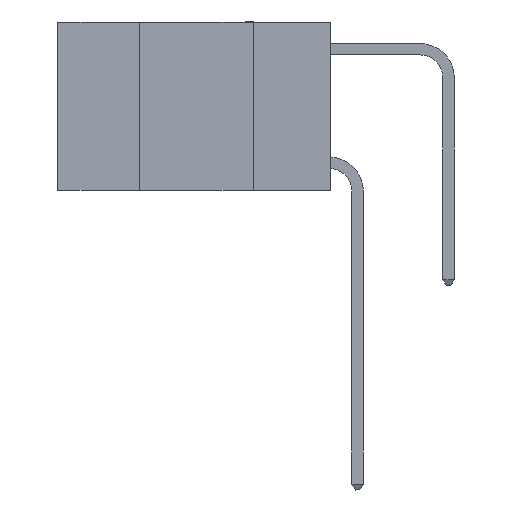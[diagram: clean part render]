
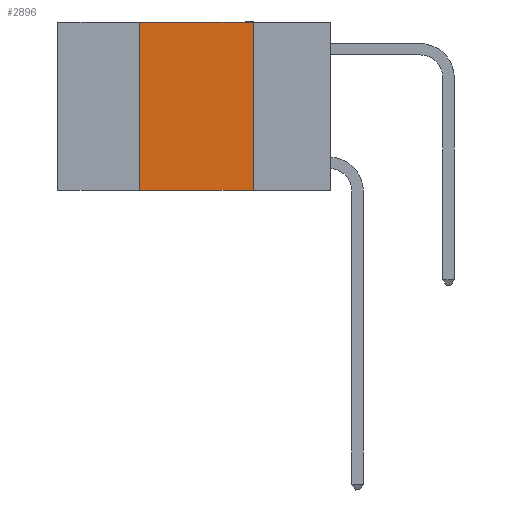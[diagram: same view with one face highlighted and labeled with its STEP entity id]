
A CAD part, left-side view. The second image highlights one B-rep face of the part: STEP entity #2896.
In plain terms, the highlighted planar face has unit normal (-1, 0, 0).
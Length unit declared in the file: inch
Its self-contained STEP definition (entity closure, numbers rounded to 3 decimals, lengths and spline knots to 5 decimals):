
#84 = DIRECTION ( 'NONE',  ( 0., 0., 1. ) ) ;
#352 = CARTESIAN_POINT ( 'NONE',  ( 0., 0.6, 0. ) ) ;
#563 = FACE_OUTER_BOUND ( 'NONE', #1451, .T. ) ;
#1200 = CARTESIAN_POINT ( 'NONE',  ( 0., 0.6, -0.37 ) ) ;
#1451 = EDGE_LOOP ( 'NONE', ( #23091, #29998, #12279, #26023 ) ) ;
#2368 = CARTESIAN_POINT ( 'NONE',  ( 0., 0.42, 0. ) ) ;
#2422 = CARTESIAN_POINT ( 'NONE',  ( 0., 0.42, 0. ) ) ;
#2449 = LINE ( 'NONE', #1200, #13392 ) ;
#2701 = DIRECTION ( 'NONE',  ( 0., 0., -1. ) ) ;
#2868 = LINE ( 'NONE', #2422, #21363 ) ;
#2896 = ADVANCED_FACE ( 'NONE', ( #563 ), #4954, .F. ) ;
#2948 = VERTEX_POINT ( 'NONE', #26029 ) ;
#3111 = CARTESIAN_POINT ( 'NONE',  ( 0., 0.17, 0. ) ) ;
#3524 = AXIS2_PLACEMENT_3D ( 'NONE', #352, #16653, #2701 ) ;
#4830 = VERTEX_POINT ( 'NONE', #16443 ) ;
#4954 = PLANE ( 'NONE',  #3524 ) ;
#7672 = LINE ( 'NONE', #3111, #13542 ) ;
#8247 = DIRECTION ( 'NONE',  ( 0., -1., 0. ) ) ;
#12279 = ORIENTED_EDGE ( 'NONE', *, *, #18766, .F. ) ;
#12318 = VECTOR ( 'NONE', #16651, 39.37008 ) ;
#12564 = EDGE_CURVE ( 'NONE', #2948, #4830, #2449, .T. ) ;
#13392 = VECTOR ( 'NONE', #8247, 39.37008 ) ;
#13542 = VECTOR ( 'NONE', #19373, 39.37008 ) ;
#14330 = CARTESIAN_POINT ( 'NONE',  ( 0., 0.6, 0. ) ) ;
#15748 = VERTEX_POINT ( 'NONE', #17965 ) ;
#16443 = CARTESIAN_POINT ( 'NONE',  ( 0., 0.17, -0.37 ) ) ;
#16651 = DIRECTION ( 'NONE',  ( 0., -1., 0. ) ) ;
#16653 = DIRECTION ( 'NONE',  ( 1., 0., 0. ) ) ;
#17965 = CARTESIAN_POINT ( 'NONE',  ( 0., 0.17, 0. ) ) ;
#18766 = EDGE_CURVE ( 'NONE', #2948, #25909, #2868, .T. ) ;
#19373 = DIRECTION ( 'NONE',  ( 0., 0., -1. ) ) ;
#19388 = EDGE_CURVE ( 'NONE', #25909, #15748, #29314, .T. ) ;
#21363 = VECTOR ( 'NONE', #84, 39.37008 ) ;
#23091 = ORIENTED_EDGE ( 'NONE', *, *, #29616, .F. ) ;
#25909 = VERTEX_POINT ( 'NONE', #2368 ) ;
#26023 = ORIENTED_EDGE ( 'NONE', *, *, #12564, .T. ) ;
#26029 = CARTESIAN_POINT ( 'NONE',  ( 0., 0.42, -0.37 ) ) ;
#29314 = LINE ( 'NONE', #14330, #12318 ) ;
#29616 = EDGE_CURVE ( 'NONE', #15748, #4830, #7672, .T. ) ;
#29998 = ORIENTED_EDGE ( 'NONE', *, *, #19388, .F. ) ;
